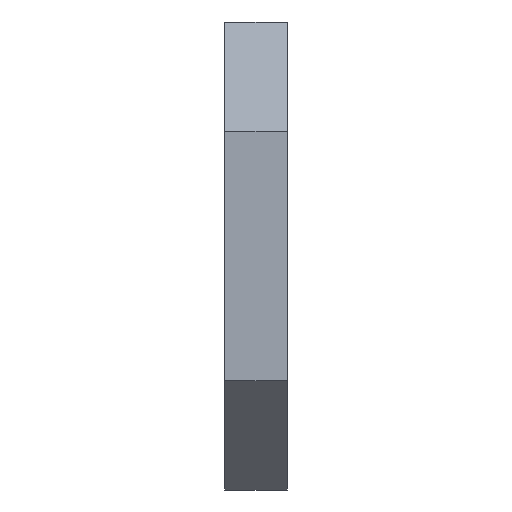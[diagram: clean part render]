
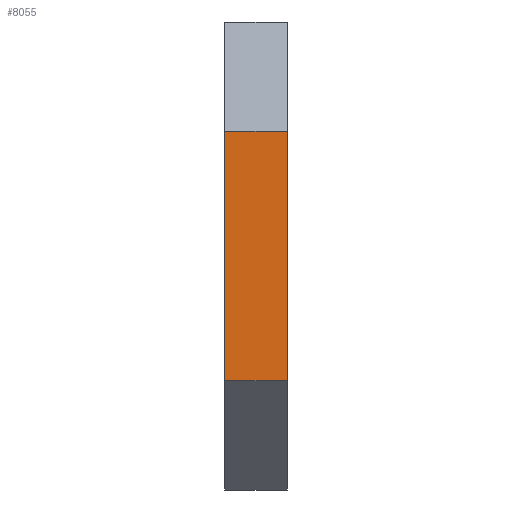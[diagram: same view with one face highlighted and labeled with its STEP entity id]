
A CAD part, left-side view. The second image highlights one B-rep face of the part: STEP entity #8055.
In plain terms, the highlighted planar face has unit normal (-1, 0, 0).
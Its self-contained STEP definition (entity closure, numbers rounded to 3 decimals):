
#5589=CARTESIAN_POINT('POINT321',(-315.001,50.8,
   -101.559));
#5590=VERTEX_POINT('VERTEX321',#5589);
#5591=CARTESIAN_POINT('POINT322',(-315.001,50.8,
   101.559));
#5592=VERTEX_POINT('VERTEX322',#5591);
#5593=CARTESIAN_POINT('POS638',(-315.001,50.8,
   -101.559));
#5594=DIRECTION('DIR1121',(0.,0.,1.));
#5595=VECTOR('VEC155',#5594,1.);
#5596=LINE('STRAIGHT155',#5593,#5595);
#5597=EDGE_CURVE('EDGE475',#5590,#5592,#5596,.T.);
#8009=CARTESIAN_POINT('POINT478',(-315.001,0.,
   -101.559));
#8010=VERTEX_POINT('VERTEX478',#8009);
#8017=CARTESIAN_POINT('POS889',(-315.001,0.,-101.559
   ));
#8018=DIRECTION('DIR1601',(0.,1.,0.));
#8019=VECTOR('VEC177',#8018,1.);
#8020=LINE('STRAIGHT177',#8017,#8019);
#8021=EDGE_CURVE('EDGE645',#8010,#5590,#8020,.T.);
#8032=CARTESIAN_POINT('POINT479',(-315.001,0.,
   101.559));
#8033=VERTEX_POINT('VERTEX479',#8032);
#8034=CARTESIAN_POINT('POS891',(-315.001,0.,-101.559
   ));
#8035=DIRECTION('DIR1604',(0.,0.,1.));
#8036=VECTOR('VEC178',#8035,1.);
#8037=LINE('STRAIGHT178',#8034,#8036);
#8038=EDGE_CURVE('EDGE646',#8010,#8033,#8037,.T.);
#8039=ORIENTED_EDGE('COEDGE1127',*,*,#8038,.T.);
#8040=CARTESIAN_POINT('POS892',(-315.001,0.,101.559)
   );
#8041=DIRECTION('DIR1605',(0.,1.,0.));
#8042=VECTOR('VEC179',#8041,1.);
#8043=LINE('STRAIGHT179',#8040,#8042);
#8044=EDGE_CURVE('EDGE647',#8033,#5592,#8043,.T.);
#8045=ORIENTED_EDGE('COEDGE1128',*,*,#8044,.T.);
#8046=ORIENTED_EDGE('COEDGE1129',*,*,#5597,.F.);
#8047=ORIENTED_EDGE('COEDGE1130',*,*,#8021,.F.);
#8048=EDGE_LOOP('NONE',(#8039,#8045,#8046,#8047));
#8049=FACE_BOUND('LOOP1',#8048,.T.);
#8050=CARTESIAN_POINT('POS893',(-315.001,0.,-190.5));
#8051=DIRECTION('DIR1606',(-1.,0.,0.));
#8052=DIRECTION('DIR1607',(0.,1.,0.));
#8053=AXIS2_PLACEMENT_3D('AXIS714',#8050,#8051,#8052);
#8054=PLANE('PLANE80',#8053);
#8055=ADVANCED_FACE('FACE246',(#8049),#8054,.T.);
